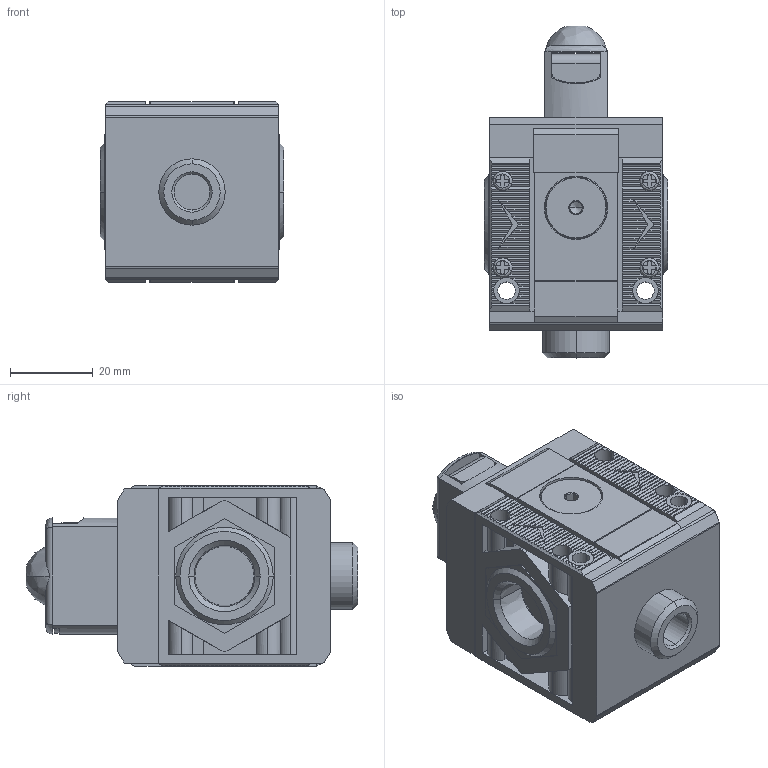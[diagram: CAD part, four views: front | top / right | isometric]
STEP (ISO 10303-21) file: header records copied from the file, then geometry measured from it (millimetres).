
FILE_DESCRIPTION (( 'STEP AP203' ), '1' );
FILE_NAME ('5U13V103.step', '2023-05-17T14:51:40', ( '' ), ( '' ), 'SwSTEP 2.0', 'SolidWorks 2021', '' );
FILE_SCHEMA (( 'CONFIG_CONTROL_DESIGN' ));
Length unit declared in the file: inch
Products named in the file (1): 5U13V103
Bounding box: 44.2 x 80.07 x 43.6 mm (x, y, z)
Volume: 94282.5 mm3; surface area: 34429.6 mm2
Topology: 13 solids, 13 shells, 1155 faces, 3047 edges, 1946 vertices
Faces by surface type: plane 817, cylinder 206, cone 90, bspline 42
Entity records: 37010 total; most frequent: CARTESIAN_POINT 9108, ORIENTED_EDGE 6078, DIRECTION 5441, EDGE_CURVE 3039, LINE 2199, VECTOR 2199, VERTEX_POINT 1946, AXIS2_PLACEMENT_3D 1621
